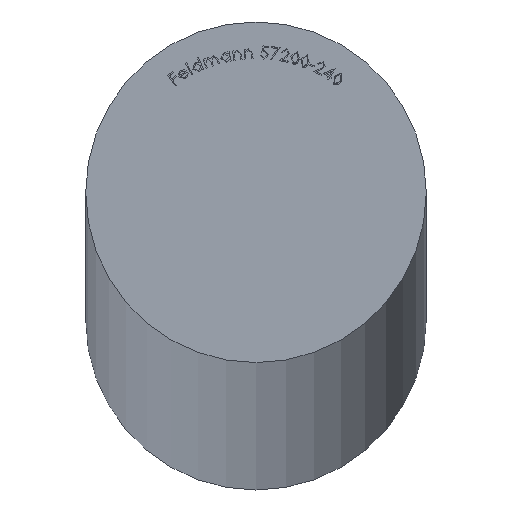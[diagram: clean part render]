
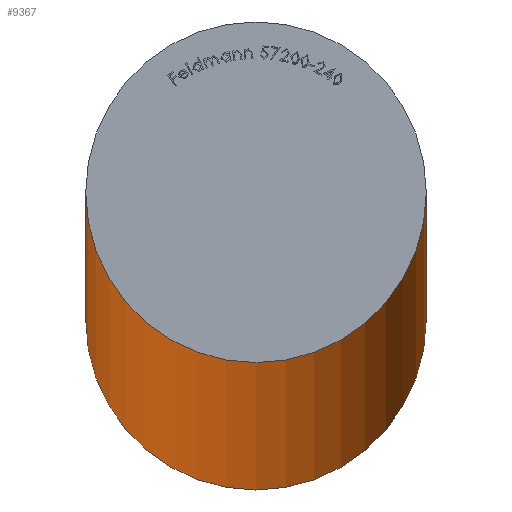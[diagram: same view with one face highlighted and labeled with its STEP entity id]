
A CAD part, top view. The second image highlights one B-rep face of the part: STEP entity #9367.
In plain terms, the highlighted cylindrical face has radius 7 mm (diameter 14 mm), a partial arc.
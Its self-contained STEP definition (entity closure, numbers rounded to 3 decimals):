
#280 = CYLINDRICAL_SURFACE ( 'NONE', #2114, 7. ) ;
#481 = DIRECTION ( 'NONE',  ( 0., 0., 1. ) ) ;
#662 = DIRECTION ( 'NONE',  ( 0., 0., 1. ) ) ;
#1642 = CARTESIAN_POINT ( 'NONE',  ( -7., 0., -3000. ) ) ;
#1649 = AXIS2_PLACEMENT_3D ( 'NONE', #3593, #10241, #4557 ) ;
#2109 = DIRECTION ( 'NONE',  ( 0., 0., 1. ) ) ;
#2114 = AXIS2_PLACEMENT_3D ( 'NONE', #12066, #662, #7368 ) ;
#2760 = CARTESIAN_POINT ( 'NONE',  ( 0., 0., -3000. ) ) ;
#3069 = CARTESIAN_POINT ( 'NONE',  ( 7., 0., -3000. ) ) ;
#3209 = VERTEX_POINT ( 'NONE', #9784 ) ;
#3276 = LINE ( 'NONE', #3418, #5810 ) ;
#3418 = CARTESIAN_POINT ( 'NONE',  ( -7., 0., -3000. ) ) ;
#3593 = CARTESIAN_POINT ( 'NONE',  ( 0., 0., 0. ) ) ;
#3721 = DIRECTION ( 'NONE',  ( 1., 0., 0. ) ) ;
#4325 = ORIENTED_EDGE ( 'NONE', *, *, #8286, .T. ) ;
#4557 = DIRECTION ( 'NONE',  ( 1., 0., 0. ) ) ;
#4799 = CIRCLE ( 'NONE', #5153, 7. ) ;
#4874 = ORIENTED_EDGE ( 'NONE', *, *, #10708, .F. ) ;
#5125 = VERTEX_POINT ( 'NONE', #9912 ) ;
#5153 = AXIS2_PLACEMENT_3D ( 'NONE', #2760, #9434, #3721 ) ;
#5663 = EDGE_CURVE ( 'NONE', #8987, #3209, #3276, .T. ) ;
#5810 = VECTOR ( 'NONE', #481, 1000. ) ;
#6586 = VECTOR ( 'NONE', #2109, 1000. ) ;
#6852 = CARTESIAN_POINT ( 'NONE',  ( 7., 0., -3000. ) ) ;
#7195 = ORIENTED_EDGE ( 'NONE', *, *, #7963, .T. ) ;
#7368 = DIRECTION ( 'NONE',  ( 1., 0., 0. ) ) ;
#7577 = ORIENTED_EDGE ( 'NONE', *, *, #5663, .F. ) ;
#7934 = FACE_OUTER_BOUND ( 'NONE', #8528, .T. ) ;
#7963 = EDGE_CURVE ( 'NONE', #10874, #5125, #9133, .T. ) ;
#8286 = EDGE_CURVE ( 'NONE', #8987, #10874, #4799, .T. ) ;
#8528 = EDGE_LOOP ( 'NONE', ( #7577, #4325, #7195, #4874 ) ) ;
#8987 = VERTEX_POINT ( 'NONE', #1642 ) ;
#9133 = LINE ( 'NONE', #6852, #6586 ) ;
#9367 = ADVANCED_FACE ( 'NONE', ( #7934 ), #280, .T. ) ;
#9434 = DIRECTION ( 'NONE',  ( 0., 0., 1. ) ) ;
#9783 = CIRCLE ( 'NONE', #1649, 7. ) ;
#9784 = CARTESIAN_POINT ( 'NONE',  ( -7., 0., 0. ) ) ;
#9912 = CARTESIAN_POINT ( 'NONE',  ( 7., 0., 0. ) ) ;
#10241 = DIRECTION ( 'NONE',  ( 0., 0., 1. ) ) ;
#10708 = EDGE_CURVE ( 'NONE', #3209, #5125, #9783, .T. ) ;
#10874 = VERTEX_POINT ( 'NONE', #3069 ) ;
#12066 = CARTESIAN_POINT ( 'NONE',  ( 0., 0., -3000. ) ) ;
